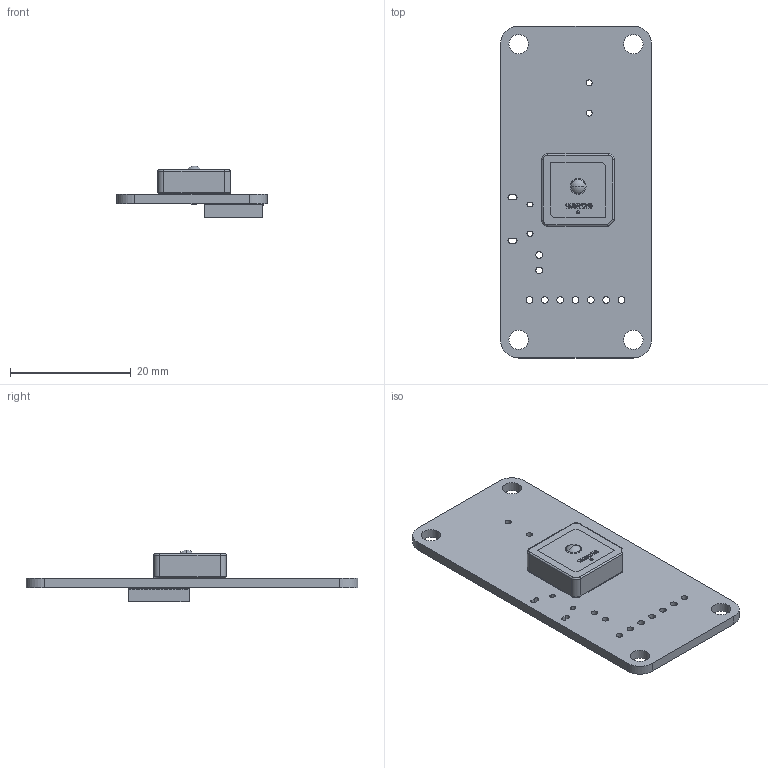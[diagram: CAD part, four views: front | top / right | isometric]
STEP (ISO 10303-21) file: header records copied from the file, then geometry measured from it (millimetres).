
FILE_DESCRIPTION(('KiCad electronic assembly'),'2;1');
FILE_NAME('Lyrav3r2.step','2024-04-04T14:05:12',('Pcbnew'),('Kicad'), 'Open CASCADE STEP processor 7.7','KiCad to STEP converter','Unknown' );
FILE_SCHEMA(('AUTOMOTIVE_DESIGN { 1 0 10303 214 1 1 1 1 }'));
Length unit declared in the file: millimetre
Products named in the file (6): Lyrav3r2 1; APAE1575R1240ABDD1-T--3DModel-STEP-400430; APAE1575R1240ABDD1-T; TESEO-LIV3F; ASSEMBLY; lyrav3r1_PCB
Assembly tree (5 placements, depth 3):
  Lyrav3r2 1
    APAE1575R1240ABDD1-T--3DModel-STEP-400430
      APAE1575R1240ABDD1-T
    TESEO-LIV3F
      ASSEMBLY
    lyrav3r1_PCB
Bounding box: 25 x 55 x 8.6 mm (x, y, z)
Volume: 2909.9 mm3; surface area: 4041.2 mm2
Topology: 22 solids, 22 shells, 342 faces, 831 edges, 551 vertices
Faces by surface type: plane 235, cylinder 51, bspline 46, torus 8, sphere 2
Full cylindrical faces by diameter (mm): 0.9 x1, 1 x2, 1.1 x9, 1.212 x1, 3.2 x4
Entity records: 13621 total; most frequent: CARTESIAN_POINT 4596, ORIENTED_EDGE 1662, DIRECTION 1449, EDGE_CURVE 831, LINE 625, VECTOR 625, VERTEX_POINT 551, AXIS2_PLACEMENT_3D 412
